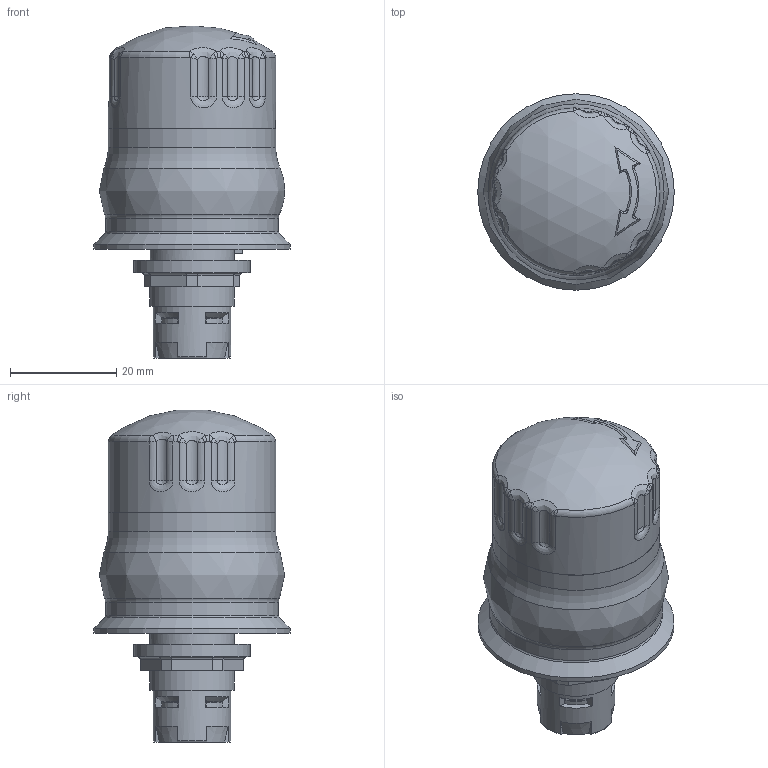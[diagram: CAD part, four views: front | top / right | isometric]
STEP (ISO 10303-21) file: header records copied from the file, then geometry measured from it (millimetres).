
FILE_DESCRIPTION(/* description */ (''),/* implementation_level */ '2;1');
FILE_NAME(/* name */ 'RXUVP.stp',/* time_stamp */ '2017-08-28T10:28:45+02:00',/* author */ ('mharscher'),/* organization */ (''),/* preprocessor_version */ 'ST-DEVELOPER v16.1',/* originating_system */ 'Autodesk Inventor 2016',/* authorisation */ '');
FILE_SCHEMA (('AUTOMOTIVE_DESIGN { 1 0 10303 214 3 1 1 }'));
Length unit declared in the file: centimetre
Products named in the file (1): RXUVP
Bounding box: 37 x 37 x 62.56 mm (x, y, z)
Volume: 35529.6 mm3; surface area: 8127.2 mm2
Topology: 1 solids, 1 shells, 247 faces, 597 edges, 357 vertices
Faces by surface type: plane 70, bspline 66, cylinder 62, cone 25, torus 22, sphere 2
Full cylindrical faces by diameter (mm): 12.1 x1, 14.65 x1, 16 x2, 16.5 x1, 19.5 x1, 22 x1, 23.2 x1, 28.101 x1, 29.1 x1, 31.025 x1, 31.55 x2, 32.6 x1, 37 x1
Entity records: 8393 total; most frequent: CARTESIAN_POINT 3244, ORIENTED_EDGE 1090, DIRECTION 968, EDGE_CURVE 545, AXIS2_PLACEMENT_3D 392, VERTEX_POINT 348, EDGE_LOOP 295, FACE_OUTER_BOUND 247
